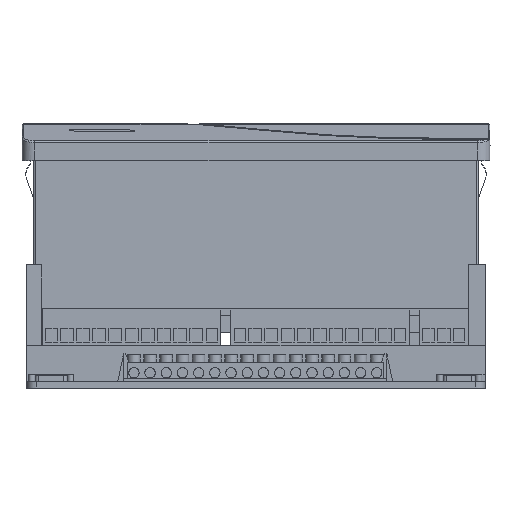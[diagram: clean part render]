
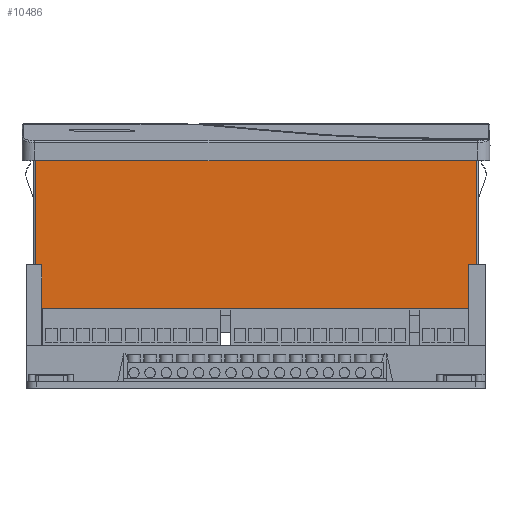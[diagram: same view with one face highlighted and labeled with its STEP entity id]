
A CAD part, front view. The second image highlights one B-rep face of the part: STEP entity #10486.
In plain terms, the highlighted planar face has unit normal (0, -1, 0).
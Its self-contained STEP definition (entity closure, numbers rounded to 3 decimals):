
#10486=ADVANCED_FACE('',(#12141),#40358,.T.);
#12141=FACE_OUTER_BOUND('',#13964,.T.);
#13964=EDGE_LOOP('',(#20462,#20463,#20464,#20465));
#20462=ORIENTED_EDGE('',*,*,#26519,.T.);
#20463=ORIENTED_EDGE('',*,*,#26520,.T.);
#20464=ORIENTED_EDGE('',*,*,#26521,.T.);
#20465=ORIENTED_EDGE('',*,*,#26522,.T.);
#26519=EDGE_CURVE('',#37211,#37212,#32686,.T.);
#26520=EDGE_CURVE('',#37212,#37213,#32687,.T.);
#26521=EDGE_CURVE('',#37213,#37214,#32688,.T.);
#26522=EDGE_CURVE('',#37214,#37211,#32689,.T.);
#32686=B_SPLINE_CURVE_WITH_KNOTS('',3,(#63623,#63624,#63625,#63626),
 .UNSPECIFIED.,.F.,.F.,(4,4),(0.,48.795),.UNSPECIFIED.);
#32687=B_SPLINE_CURVE_WITH_KNOTS('',1,(#63627,#63628),.UNSPECIFIED.,.F.,
 .F.,(2,2),(0.,135.938),.UNSPECIFIED.);
#32688=B_SPLINE_CURVE_WITH_KNOTS('',3,(#63629,#63630,#63631,#63632),
 .UNSPECIFIED.,.F.,.F.,(4,4),(0.,48.795),.UNSPECIFIED.);
#32689=B_SPLINE_CURVE_WITH_KNOTS('',1,(#63633,#63634),.UNSPECIFIED.,.F.,
 .F.,(2,2),(0.,135.938),.UNSPECIFIED.);
#37211=VERTEX_POINT('',#63619);
#37212=VERTEX_POINT('',#63620);
#37213=VERTEX_POINT('',#63621);
#37214=VERTEX_POINT('',#63622);
#40358=PLANE('',#41820);
#41820=AXIS2_PLACEMENT_3D('',#63618,#43314,$);
#43314=DIRECTION('',(0.,-1.,0.));
#63618=CARTESIAN_POINT('',(-71.668,-81.801,54.048));
#63619=CARTESIAN_POINT('',(-58.062,-81.801,49.156));
#63620=CARTESIAN_POINT('',(-58.062,-81.801,0.361));
#63621=CARTESIAN_POINT('',(77.876,-81.801,0.361));
#63622=CARTESIAN_POINT('',(77.876,-81.801,49.156));
#63623=CARTESIAN_POINT('',(-58.062,-81.801,49.156));
#63624=CARTESIAN_POINT('',(-58.062,-81.801,32.891));
#63625=CARTESIAN_POINT('',(-58.062,-81.801,16.626));
#63626=CARTESIAN_POINT('',(-58.062,-81.801,0.361));
#63627=CARTESIAN_POINT('',(-58.062,-81.801,0.361));
#63628=CARTESIAN_POINT('',(77.876,-81.801,0.361));
#63629=CARTESIAN_POINT('',(77.876,-81.801,0.361));
#63630=CARTESIAN_POINT('',(77.876,-81.801,16.626));
#63631=CARTESIAN_POINT('',(77.876,-81.801,32.891));
#63632=CARTESIAN_POINT('',(77.876,-81.801,49.156));
#63633=CARTESIAN_POINT('',(77.876,-81.801,49.156));
#63634=CARTESIAN_POINT('',(-58.062,-81.801,49.156));
